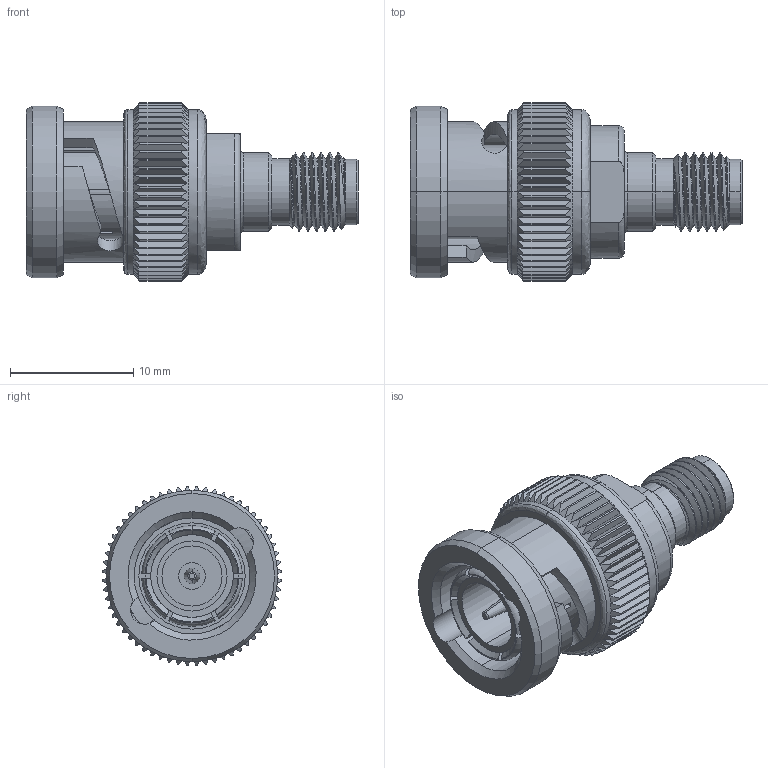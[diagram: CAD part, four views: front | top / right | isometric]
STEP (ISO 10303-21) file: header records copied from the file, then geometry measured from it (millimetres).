
FILE_DESCRIPTION (( 'STEP AP203' ), '1' );
FILE_NAME ('PE9073-SM4728.step', '2018-10-02T20:12:17', ( '' ), ( '' ), 'SwSTEP 2.0', 'SolidWorks 2017', '' );
FILE_SCHEMA (( 'CONFIG_CONTROL_DESIGN' ));
Length unit declared in the file: inch
Products named in the file (1): PE9073-SM4728
Bounding box: 26.92 x 14.46 x 14.46 mm (x, y, z)
Volume: 1920.1 mm3; surface area: 2684.8 mm2
Topology: 5 solids, 5 shells, 472 faces, 1088 edges, 634 vertices
Faces by surface type: plane 174, cone 149, cylinder 121, bspline 15, torus 13
Entity records: 15581 total; most frequent: CARTESIAN_POINT 5325, ORIENTED_EDGE 2176, DIRECTION 2085, EDGE_CURVE 1088, AXIS2_PLACEMENT_3D 877, VERTEX_POINT 634, EDGE_LOOP 490, ADVANCED_FACE 472
